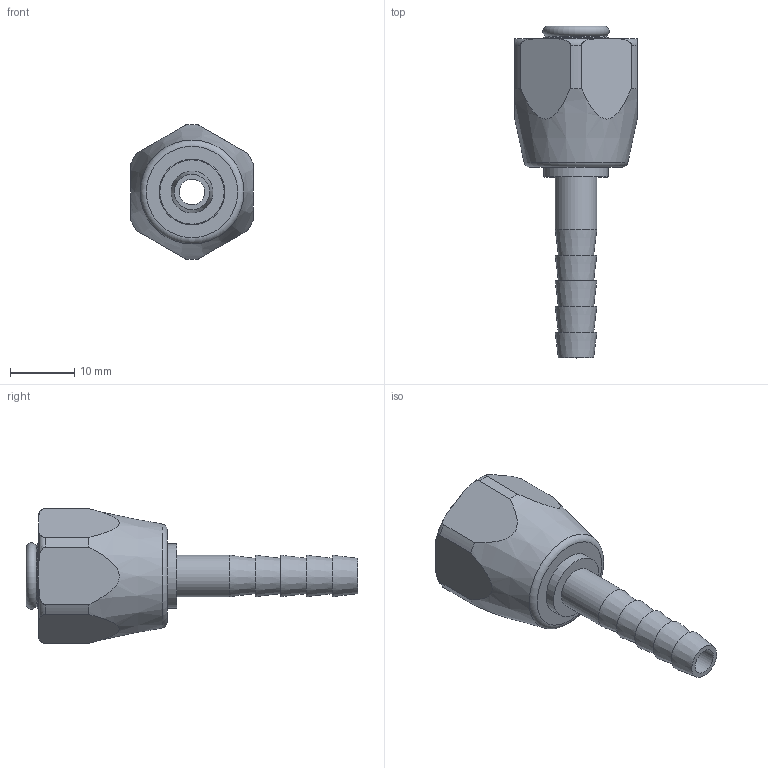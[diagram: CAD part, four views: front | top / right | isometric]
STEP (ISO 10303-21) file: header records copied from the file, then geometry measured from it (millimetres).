
FILE_DESCRIPTION(/* description */ ('This is a sample STEP configuration'),/* implementation_level */ '2;1');
FILE_NAME(/* name */ '700084.stp',/* time_stamp */ '2021-11-04T10:32:27+01:00',/* author */ ('powerJobs'),/* organization */ ('coolOrange'),/* preprocessor_version */ 'ST-DEVELOPER v18.1',/* originating_system */ 'Autodesk Inventor 2022',/* authorisation */ '');
FILE_SCHEMA (('AUTOMOTIVE_DESIGN { 1 0 10303 214 3 1 1 }'));
Length unit declared in the file: millimetre
Products named in the file (1): 700084
Bounding box: 19 x 51.6 x 20.99 mm (x, y, z)
Volume: 5131 mm3; surface area: 4510.5 mm2
Topology: 3 solids, 3 shells, 49 faces, 104 edges, 64 vertices
Faces by surface type: plane 15, cylinder 14, cone 12, torus 8
Full cylindrical faces by diameter (mm): 4 x1, 6.5 x1, 10 x2, 10.2 x1, 13 x1, 14.5 x1, 16.3 x1
Entity records: 1551 total; most frequent: CARTESIAN_POINT 364, DIRECTION 238, ORIENTED_EDGE 208, EDGE_CURVE 104, AXIS2_PLACEMENT_3D 103, VERTEX_POINT 64, EDGE_LOOP 58, CIRCLE 53
